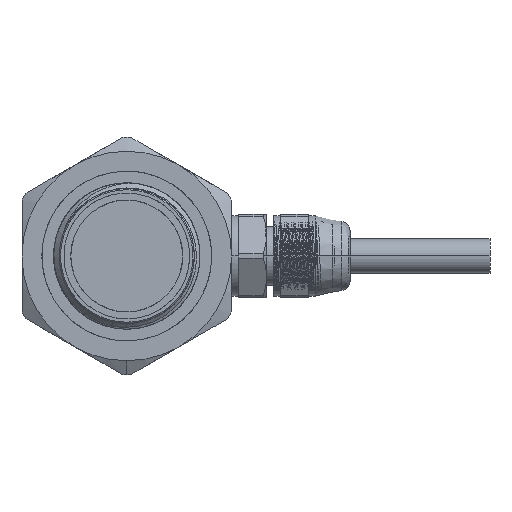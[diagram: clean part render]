
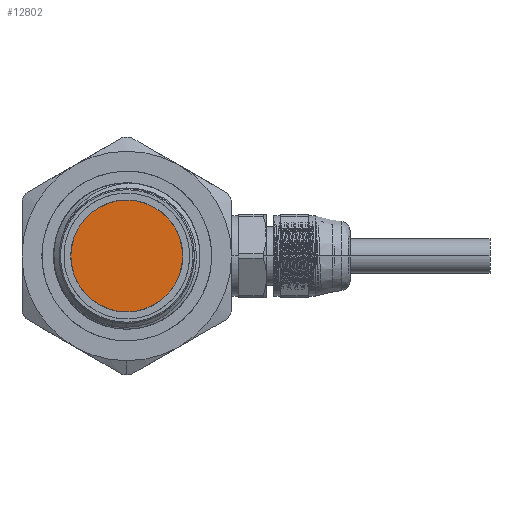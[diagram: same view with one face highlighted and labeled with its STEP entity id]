
A CAD part, front view. The second image highlights one B-rep face of the part: STEP entity #12802.
In plain terms, the highlighted face is planar.
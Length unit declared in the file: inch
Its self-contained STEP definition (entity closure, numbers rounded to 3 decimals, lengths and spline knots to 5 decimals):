
#205 = DIRECTION ( 'NONE',  ( 1., 0., 0. ) ) ;
#430 = CARTESIAN_POINT ( 'NONE',  ( 0.31496, 0., 25.03937 ) ) ;
#1534 = EDGE_CURVE ( 'NONE', #5073, #19106, #3429, .T. ) ;
#1804 = FACE_OUTER_BOUND ( 'NONE', #16182, .T. ) ;
#3429 = CIRCLE ( 'NONE', #13248, 0.31496 ) ;
#4665 = DIRECTION ( 'NONE',  ( 1., 0., 0. ) ) ;
#4988 = CARTESIAN_POINT ( 'NONE',  ( 0., 0., 25.03937 ) ) ;
#5073 = VERTEX_POINT ( 'NONE', #430 ) ;
#5579 = EDGE_CURVE ( 'NONE', #19106, #5073, #21773, .T. ) ;
#7464 = PLANE ( 'NONE',  #14027 ) ;
#8153 = CARTESIAN_POINT ( 'NONE',  ( -0.31496, 0., 25.03937 ) ) ;
#8938 = DIRECTION ( 'NONE',  ( 0., 0., -1. ) ) ;
#9436 = CARTESIAN_POINT ( 'NONE',  ( 0., 0., 25.03937 ) ) ;
#9873 = ORIENTED_EDGE ( 'NONE', *, *, #1534, .F. ) ;
#12802 = ADVANCED_FACE ( 'NONE', ( #1804 ), #7464, .T. ) ;
#13248 = AXIS2_PLACEMENT_3D ( 'NONE', #19556, #15757, #4665 ) ;
#14027 = AXIS2_PLACEMENT_3D ( 'NONE', #9436, #14967, #205 ) ;
#14717 = ORIENTED_EDGE ( 'NONE', *, *, #5579, .F. ) ;
#14967 = DIRECTION ( 'NONE',  ( 0., 0., 1. ) ) ;
#15757 = DIRECTION ( 'NONE',  ( 0., 0., -1. ) ) ;
#16182 = EDGE_LOOP ( 'NONE', ( #9873, #14717 ) ) ;
#16292 = AXIS2_PLACEMENT_3D ( 'NONE', #4988, #8938, #21601 ) ;
#19106 = VERTEX_POINT ( 'NONE', #8153 ) ;
#19556 = CARTESIAN_POINT ( 'NONE',  ( 0., 0., 25.03937 ) ) ;
#21601 = DIRECTION ( 'NONE',  ( 1., 0., 0. ) ) ;
#21773 = CIRCLE ( 'NONE', #16292, 0.31496 ) ;
